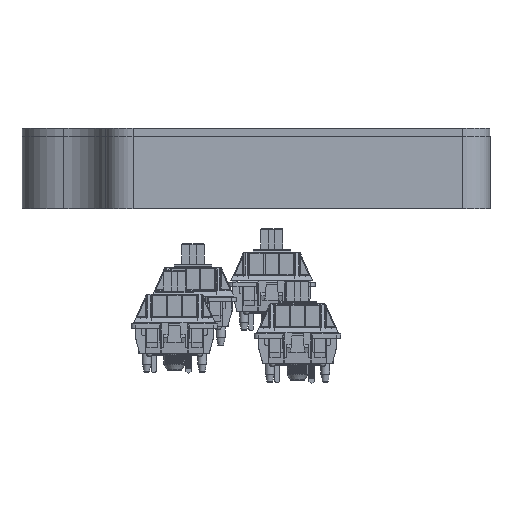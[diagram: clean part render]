
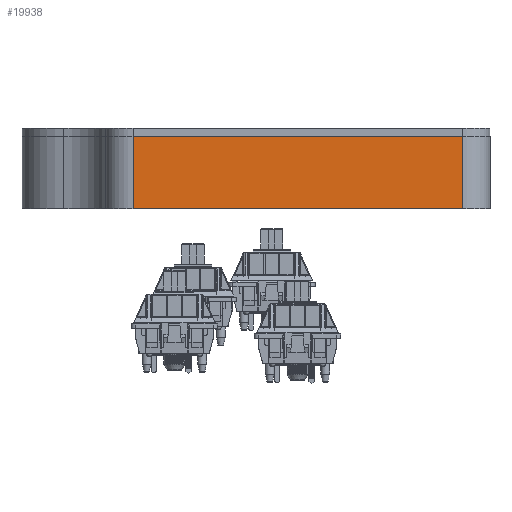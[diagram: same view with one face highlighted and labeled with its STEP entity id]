
A CAD part, front view. The second image highlights one B-rep face of the part: STEP entity #19938.
In plain terms, the highlighted planar face has unit normal (0, -1, 0).
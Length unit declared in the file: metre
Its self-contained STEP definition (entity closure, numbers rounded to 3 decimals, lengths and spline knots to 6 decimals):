
#670=PLANE('',#21443);
#3154=ORIENTED_EDGE('',*,*,#8366,.T.);
#3155=ORIENTED_EDGE('',*,*,#8367,.T.);
#3156=ORIENTED_EDGE('',*,*,#8339,.F.);
#3157=ORIENTED_EDGE('',*,*,#8368,.T.);
#8339=EDGE_CURVE('',#11032,#11033,#12955,.T.);
#8366=EDGE_CURVE('',#11055,#11056,#12979,.T.);
#8367=EDGE_CURVE('',#11056,#11033,#12980,.F.);
#8368=EDGE_CURVE('',#11032,#11055,#12981,.T.);
#11032=VERTEX_POINT('',#30064);
#11033=VERTEX_POINT('',#30066);
#11055=VERTEX_POINT('',#30119);
#11056=VERTEX_POINT('',#30120);
#12955=LINE('',#30065,#15143);
#12979=LINE('',#30118,#15167);
#12980=LINE('',#30121,#15168);
#12981=LINE('',#30122,#15169);
#15143=VECTOR('',#24108,1.);
#15167=VECTOR('',#24146,1.);
#15168=VECTOR('',#24147,1.);
#15169=VECTOR('',#24148,1.);
#17147=EDGE_LOOP('',(#3154,#3155,#3156,#3157));
#18396=FACE_BOUND('',#17147,.T.);
#19938=ADVANCED_FACE('',(#18396),#670,.F.);
#21443=AXIS2_PLACEMENT_3D('',#30117,#24144,#24145);
#24108=DIRECTION('',(1.,0.,0.));
#24144=DIRECTION('',(0.,1.,0.));
#24145=DIRECTION('',(0.,0.,1.));
#24146=DIRECTION('',(1.,0.,0.));
#24147=DIRECTION('',(0.,0.,-1.));
#24148=DIRECTION('',(0.,0.,-1.));
#30064=CARTESIAN_POINT('',(-0.049673,-0.051273,0.013));
#30065=CARTESIAN_POINT('',(-0.020042,-0.051273,0.013));
#30066=CARTESIAN_POINT('',(0.00959,-0.051273,0.013));
#30117=CARTESIAN_POINT('',(-0.020042,-0.051273,0.013));
#30118=CARTESIAN_POINT('',(-0.020042,-0.051273,0.));
#30119=CARTESIAN_POINT('',(-0.049673,-0.051273,0.));
#30120=CARTESIAN_POINT('',(0.00959,-0.051273,0.));
#30121=CARTESIAN_POINT('',(0.00959,-0.051273,0.013));
#30122=CARTESIAN_POINT('',(-0.049673,-0.051273,0.013));
